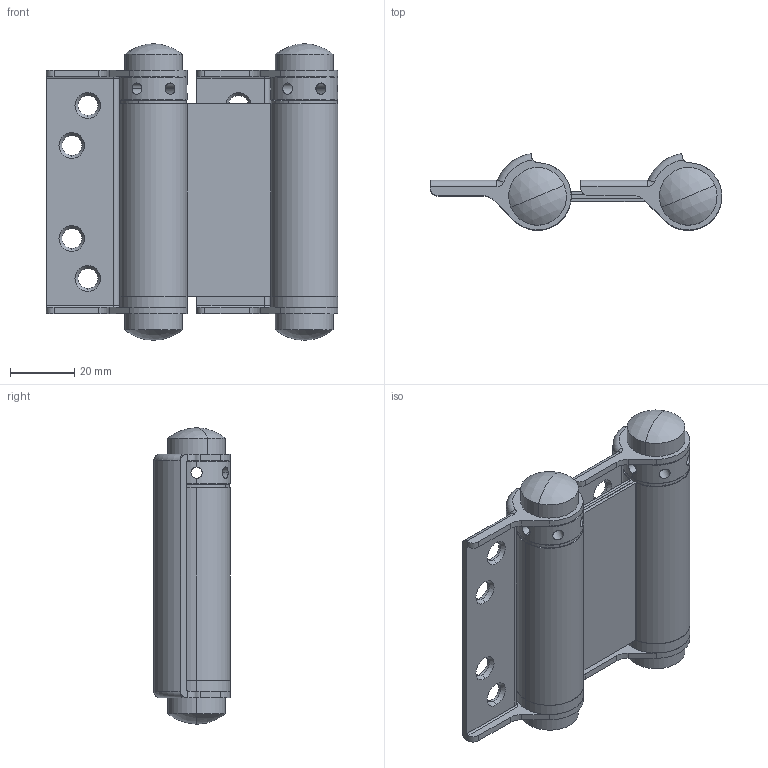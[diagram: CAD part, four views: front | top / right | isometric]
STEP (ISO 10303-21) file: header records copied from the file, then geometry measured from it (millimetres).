
FILE_DESCRIPTION (( 'STEP AP214' ), '1' );
FILE_NAME ('Pendeltürband Nr. 29.STEP', '2011-01-26T10:58:08', ( 'Anwender' ), ( '' ), 'SwSTEP 2.0', 'SolidWorks 2010', '' );
FILE_SCHEMA (( 'AUTOMOTIVE_DESIGN' ));
Length unit declared in the file: millimetre
Products named in the file (7): Büchse 29; Distanzring; Deckel; Fluegel 29; Stellring; Kunststoffscheibe; Pendeltürband Nr. 29
Assembly tree (13 placements, depth 2):
  Pendeltürband Nr. 29
    Stellring  x2
    Deckel  x4
    Fluegel 29  x2
    Distanzring  x2
    Kunststoffscheibe  x2
    Büchse 29
Bounding box: 91 x 23.85 x 92.5 mm (x, y, z)
Volume: 37817.8 mm3; surface area: 48836.6 mm2
Topology: 13 solids, 13 shells, 218 faces, 548 edges, 348 vertices
Faces by surface type: cylinder 128, plane 50, cone 16, torus 16, sphere 8
Entity records: 4569 total; most frequent: CARTESIAN_POINT 1282, DIRECTION 675, ORIENTED_EDGE 598, EDGE_CURVE 299, AXIS2_PLACEMENT_3D 272, VERTEX_POINT 191, EDGE_LOOP 142, CIRCLE 140
